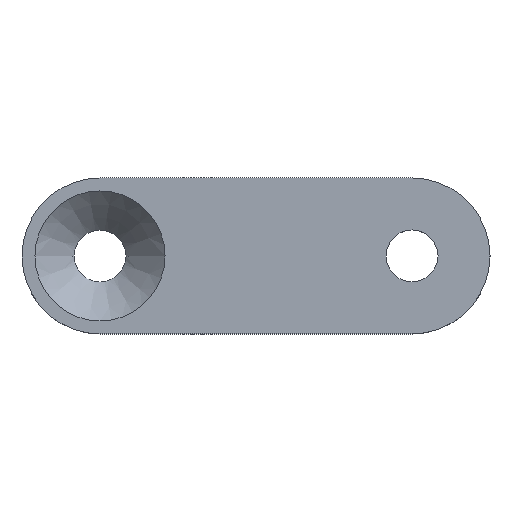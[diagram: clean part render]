
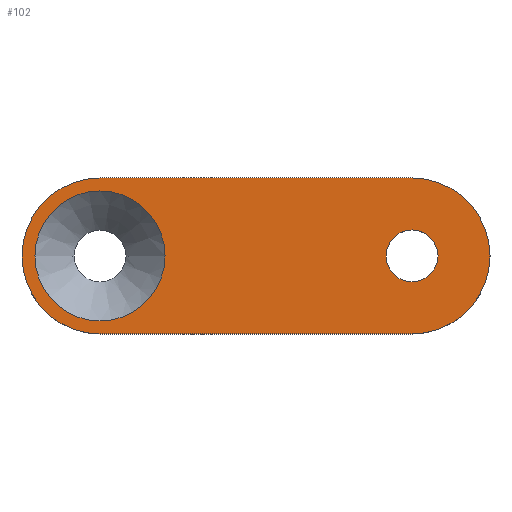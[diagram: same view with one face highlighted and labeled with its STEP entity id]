
A CAD part, top view. The second image highlights one B-rep face of the part: STEP entity #102.
In plain terms, the highlighted planar face has unit normal (0, 0, 1).
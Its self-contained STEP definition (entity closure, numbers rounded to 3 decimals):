
#6 = ORIENTED_EDGE ( 'NONE', *, *, #79, .T. ) ;
#18 = CARTESIAN_POINT ( 'NONE',  ( -17., 0., 4.5 ) ) ;
#22 = EDGE_CURVE ( 'NONE', #394, #187, #423, .T. ) ;
#23 = CARTESIAN_POINT ( 'NONE',  ( -12., 0., 4.5 ) ) ;
#29 = AXIS2_PLACEMENT_3D ( 'NONE', #212, #356, #354 ) ;
#30 = CARTESIAN_POINT ( 'NONE',  ( -12., 0., 4.5 ) ) ;
#35 = VERTEX_POINT ( 'NONE', #164 ) ;
#38 = AXIS2_PLACEMENT_3D ( 'NONE', #256, #442, #336 ) ;
#61 = CARTESIAN_POINT ( 'NONE',  ( 12., 0., 4.5 ) ) ;
#62 = CARTESIAN_POINT ( 'NONE',  ( 14., 0., 4.5 ) ) ;
#72 = FACE_OUTER_BOUND ( 'NONE', #130, .T. ) ;
#79 = EDGE_CURVE ( 'NONE', #466, #106, #273, .T. ) ;
#81 = DIRECTION ( 'NONE',  ( 1., 0., 0. ) ) ;
#89 = DIRECTION ( 'NONE',  ( 0., 0., 1. ) ) ;
#101 = CARTESIAN_POINT ( 'NONE',  ( -12., -6., 4.5 ) ) ;
#102 = ADVANCED_FACE ( 'NONE', ( #362, #72, #331 ), #439, .T. ) ;
#106 = VERTEX_POINT ( 'NONE', #18 ) ;
#108 = EDGE_CURVE ( 'NONE', #124, #394, #260, .T. ) ;
#111 = VERTEX_POINT ( 'NONE', #62 ) ;
#115 = DIRECTION ( 'NONE',  ( 0., 0., 1. ) ) ;
#117 = CARTESIAN_POINT ( 'NONE',  ( -7., 0., 4.5 ) ) ;
#122 = AXIS2_PLACEMENT_3D ( 'NONE', #30, #115, #377 ) ;
#123 = VECTOR ( 'NONE', #140, 1000. ) ;
#124 = VERTEX_POINT ( 'NONE', #101 ) ;
#126 = AXIS2_PLACEMENT_3D ( 'NONE', #61, #213, #250 ) ;
#130 = EDGE_LOOP ( 'NONE', ( #417, #449, #425, #148, #437 ) ) ;
#132 = CARTESIAN_POINT ( 'NONE',  ( 12., 6., 4.5 ) ) ;
#138 = EDGE_CURVE ( 'NONE', #111, #35, #376, .T. ) ;
#140 = DIRECTION ( 'NONE',  ( 1., 0., 0. ) ) ;
#142 = CARTESIAN_POINT ( 'NONE',  ( -12., 6., 4.5 ) ) ;
#143 = VERTEX_POINT ( 'NONE', #142 ) ;
#148 = ORIENTED_EDGE ( 'NONE', *, *, #22, .T. ) ;
#151 = EDGE_CURVE ( 'NONE', #187, #143, #351, .T. ) ;
#152 = CIRCLE ( 'NONE', #369, 2. ) ;
#162 = DIRECTION ( 'NONE',  ( 1., 0., 0. ) ) ;
#164 = CARTESIAN_POINT ( 'NONE',  ( 10., 0., 4.5 ) ) ;
#167 = DIRECTION ( 'NONE',  ( 0., 0., -1. ) ) ;
#171 = EDGE_CURVE ( 'NONE', #35, #111, #152, .T. ) ;
#187 = VERTEX_POINT ( 'NONE', #132 ) ;
#212 = CARTESIAN_POINT ( 'NONE',  ( -12., 0., 4.5 ) ) ;
#213 = DIRECTION ( 'NONE',  ( 0., 0., 1. ) ) ;
#245 = EDGE_CURVE ( 'NONE', #143, #358, #272, .T. ) ;
#247 = VECTOR ( 'NONE', #464, 1000. ) ;
#250 = DIRECTION ( 'NONE',  ( 1., 0., 0. ) ) ;
#256 = CARTESIAN_POINT ( 'NONE',  ( -12., 0., 4.5 ) ) ;
#260 = LINE ( 'NONE', #396, #123 ) ;
#268 = CARTESIAN_POINT ( 'NONE',  ( 12., -6., 4.5 ) ) ;
#272 = CIRCLE ( 'NONE', #38, 6. ) ;
#273 = CIRCLE ( 'NONE', #451, 5. ) ;
#276 = EDGE_CURVE ( 'NONE', #358, #124, #382, .T. ) ;
#292 = CARTESIAN_POINT ( 'NONE',  ( -12., 6., 4.5 ) ) ;
#316 = CARTESIAN_POINT ( 'NONE',  ( -18., 0., 4.5 ) ) ;
#317 = CARTESIAN_POINT ( 'NONE',  ( 12., 0., 4.5 ) ) ;
#319 = CARTESIAN_POINT ( 'NONE',  ( 12., 0., 4.5 ) ) ;
#323 = DIRECTION ( 'NONE',  ( 1., 0., 0. ) ) ;
#331 = FACE_BOUND ( 'NONE', #489, .T. ) ;
#336 = DIRECTION ( 'NONE',  ( 1., 0., 0. ) ) ;
#344 = EDGE_LOOP ( 'NONE', ( #6, #353 ) ) ;
#347 = CARTESIAN_POINT ( 'NONE',  ( -12., 0., 4.5 ) ) ;
#348 = DIRECTION ( 'NONE',  ( 0., 0., 1. ) ) ;
#351 = LINE ( 'NONE', #292, #247 ) ;
#353 = ORIENTED_EDGE ( 'NONE', *, *, #413, .T. ) ;
#354 = DIRECTION ( 'NONE',  ( 1., 0., 0. ) ) ;
#356 = DIRECTION ( 'NONE',  ( 0., 0., 1. ) ) ;
#358 = VERTEX_POINT ( 'NONE', #316 ) ;
#362 = FACE_BOUND ( 'NONE', #344, .T. ) ;
#364 = DIRECTION ( 'NONE',  ( 0., 0., -1. ) ) ;
#367 = ORIENTED_EDGE ( 'NONE', *, *, #138, .F. ) ;
#368 = ORIENTED_EDGE ( 'NONE', *, *, #171, .F. ) ;
#369 = AXIS2_PLACEMENT_3D ( 'NONE', #319, #89, #323 ) ;
#376 = CIRCLE ( 'NONE', #126, 2. ) ;
#377 = DIRECTION ( 'NONE',  ( 1., 0., 0. ) ) ;
#382 = CIRCLE ( 'NONE', #122, 6. ) ;
#394 = VERTEX_POINT ( 'NONE', #268 ) ;
#395 = AXIS2_PLACEMENT_3D ( 'NONE', #347, #167, #162 ) ;
#396 = CARTESIAN_POINT ( 'NONE',  ( -12., -6., 4.5 ) ) ;
#413 = EDGE_CURVE ( 'NONE', #106, #466, #443, .T. ) ;
#417 = ORIENTED_EDGE ( 'NONE', *, *, #245, .T. ) ;
#423 = CIRCLE ( 'NONE', #483, 6. ) ;
#425 = ORIENTED_EDGE ( 'NONE', *, *, #108, .T. ) ;
#437 = ORIENTED_EDGE ( 'NONE', *, *, #151, .T. ) ;
#439 = PLANE ( 'NONE',  #29 ) ;
#442 = DIRECTION ( 'NONE',  ( 0., 0., 1. ) ) ;
#443 = CIRCLE ( 'NONE', #395, 5. ) ;
#449 = ORIENTED_EDGE ( 'NONE', *, *, #276, .T. ) ;
#451 = AXIS2_PLACEMENT_3D ( 'NONE', #23, #364, #473 ) ;
#464 = DIRECTION ( 'NONE',  ( -1., 0., 0. ) ) ;
#466 = VERTEX_POINT ( 'NONE', #117 ) ;
#473 = DIRECTION ( 'NONE',  ( 1., 0., 0. ) ) ;
#483 = AXIS2_PLACEMENT_3D ( 'NONE', #317, #348, #81 ) ;
#489 = EDGE_LOOP ( 'NONE', ( #368, #367 ) ) ;
